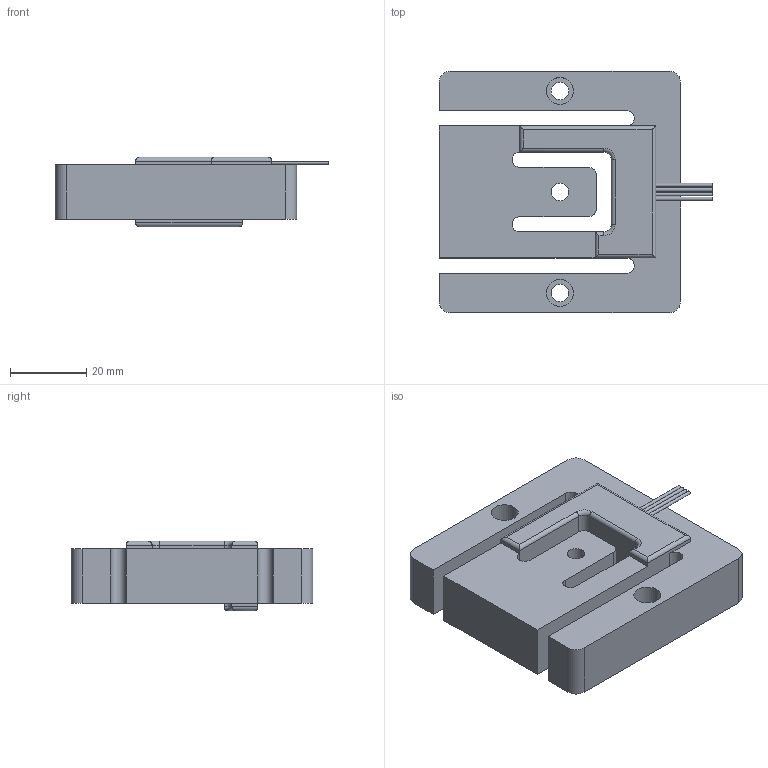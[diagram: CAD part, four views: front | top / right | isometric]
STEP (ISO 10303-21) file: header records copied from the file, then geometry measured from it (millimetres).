
FILE_DESCRIPTION(/* description */ (''),/* implementation_level */ '2;1');
FILE_NAME(/* name */ '202WA-300kg v1.step',/* time_stamp */ '2020-01-21T14:29:36-08:00',/* author */ (''),/* organization */ (''),/* preprocessor_version */ 'ST-DEVELOPER v18',/* originating_system */ 'Autodesk Translation Framework v8.12.0.6',/* authorisation */ '');
FILE_SCHEMA (('AUTOMOTIVE_DESIGN { 1 0 10303 214 3 1 1 }'));
Length unit declared in the file: millimetre
Products named in the file (1): 202WA-300kg
Bounding box: 72 x 63.5 x 18.3 mm (x, y, z)
Volume: 48706.8 mm3; surface area: 16159.4 mm2
Topology: 1 solids, 1 shells, 70 faces, 190 edges, 126 vertices
Faces by surface type: cylinder 34, plane 33, torus 3
Full cylindrical faces by diameter (mm): 0.9 x4, 4.6 x3, 7.1 x2
Entity records: 2296 total; most frequent: DIRECTION 409, CARTESIAN_POINT 400, ORIENTED_EDGE 380, EDGE_CURVE 190, AXIS2_PLACEMENT_3D 149, VERTEX_POINT 126, LINE 111, VECTOR 111
